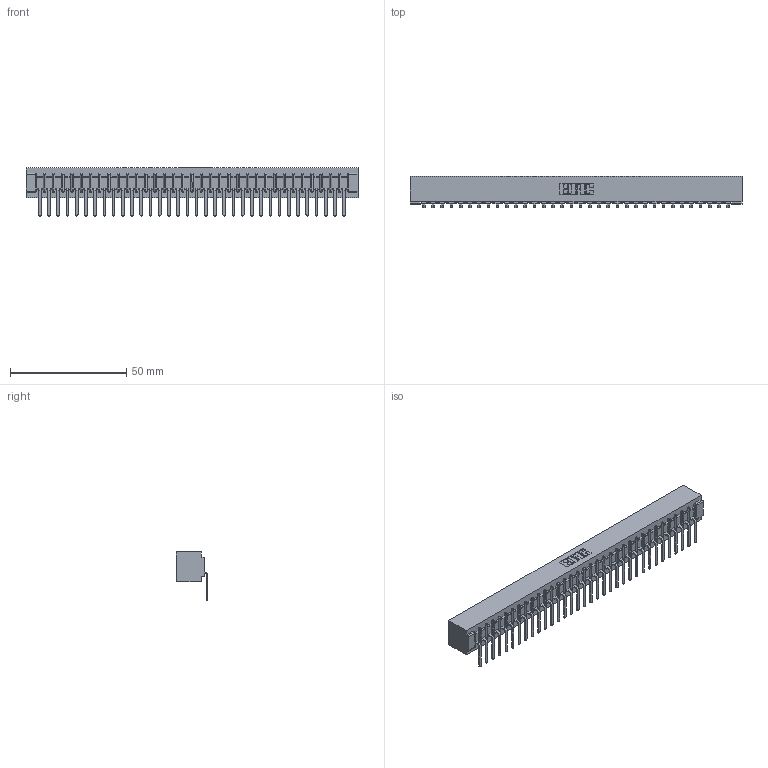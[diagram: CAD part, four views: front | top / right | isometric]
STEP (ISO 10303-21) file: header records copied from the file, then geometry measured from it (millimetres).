
FILE_DESCRIPTION (( 'STEP AP203' ), '1' );
FILE_NAME ('307-034-557-101.STEP', '2019-09-05T06:49:50', ( '' ), ( '' ), 'SwSTEP 2.0', 'SolidWorks 2016', '' );
FILE_SCHEMA (( 'CONFIG_CONTROL_DESIGN' ));
Length unit declared in the file: inch
Products named in the file (3): 307-290-002_557; 307-034-557-101; 307 Part_No Mounting Lugs
Assembly tree (35 placements, depth 2):
  307-034-557-101
    307 Part_No Mounting Lugs
    307-290-002_557  x34
Bounding box: 142.6 x 13.32 x 20.66 mm (x, y, z)
Volume: 15849.4 mm3; surface area: 20699.2 mm2
Topology: 35 solids, 35 shells, 2797 faces, 8595 edges, 5634 vertices
Faces by surface type: plane 1664, cylinder 1063, sphere 70
Entity records: 30710 total; most frequent: CARTESIAN_POINT 5180, ORIENTED_EDGE 5170, DIRECTION 5035, EDGE_CURVE 2585, VECTOR 1977, LINE 1977, VERTEX_POINT 1674, AXIS2_PLACEMENT_3D 1529
